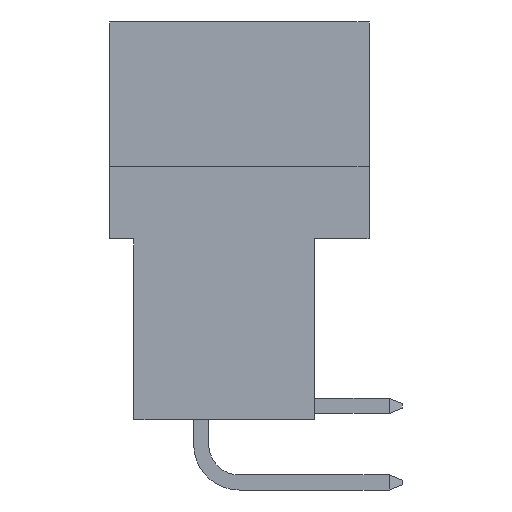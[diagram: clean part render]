
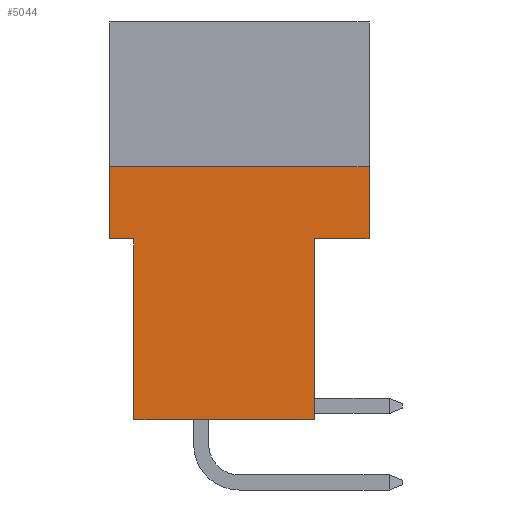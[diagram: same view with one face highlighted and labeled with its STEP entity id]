
A CAD part, left-side view. The second image highlights one B-rep face of the part: STEP entity #5044.
In plain terms, the highlighted planar face has unit normal (-1, 0, 0).
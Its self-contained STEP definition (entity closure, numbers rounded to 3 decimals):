
#60 = ORIENTED_EDGE ( 'NONE', *, *, #3932, .F. ) ;
#179 = DIRECTION ( 'NONE',  ( 0., -1., 0. ) ) ;
#483 = CARTESIAN_POINT ( 'NONE',  ( -47., -2.5, -7.2 ) ) ;
#839 = VECTOR ( 'NONE', #3477, 1000. ) ;
#840 = EDGE_CURVE ( 'NONE', #2982, #4749, #7148, .T. ) ;
#1035 = VECTOR ( 'NONE', #2684, 1000. ) ;
#1048 = VERTEX_POINT ( 'NONE', #6768 ) ;
#1060 = CARTESIAN_POINT ( 'NONE',  ( -47., 4.3, -7.2 ) ) ;
#1102 = LINE ( 'NONE', #8658, #8929 ) ;
#1245 = DIRECTION ( 'NONE',  ( 0., 1., 0. ) ) ;
#1823 = VECTOR ( 'NONE', #5269, 1000. ) ;
#2321 = DIRECTION ( 'NONE',  ( 0., 1., 0. ) ) ;
#2392 = CARTESIAN_POINT ( 'NONE',  ( -47., -2.5, -13.2 ) ) ;
#2446 = CARTESIAN_POINT ( 'NONE',  ( -47., -2.5, -7.2 ) ) ;
#2684 = DIRECTION ( 'NONE',  ( 0., -1., 0. ) ) ;
#2982 = VERTEX_POINT ( 'NONE', #8108 ) ;
#3359 = LINE ( 'NONE', #8934, #839 ) ;
#3477 = DIRECTION ( 'NONE',  ( 0., 0., -1. ) ) ;
#3589 = VERTEX_POINT ( 'NONE', #9021 ) ;
#3916 = LINE ( 'NONE', #7751, #11703 ) ;
#3932 = EDGE_CURVE ( 'NONE', #4749, #11719, #4171, .T. ) ;
#4171 = LINE ( 'NONE', #4418, #5486 ) ;
#4418 = CARTESIAN_POINT ( 'NONE',  ( -47., -2.5, -7.2 ) ) ;
#4589 = CARTESIAN_POINT ( 'NONE',  ( -47., 3.5, -7.2 ) ) ;
#4749 = VERTEX_POINT ( 'NONE', #483 ) ;
#4996 = ORIENTED_EDGE ( 'NONE', *, *, #11739, .F. ) ;
#5044 = ADVANCED_FACE ( 'NONE', ( #8463 ), #7472, .T. ) ;
#5122 = ORIENTED_EDGE ( 'NONE', *, *, #7656, .T. ) ;
#5269 = DIRECTION ( 'NONE',  ( 0., 0., 1. ) ) ;
#5324 = ORIENTED_EDGE ( 'NONE', *, *, #7343, .F. ) ;
#5486 = VECTOR ( 'NONE', #10973, 1000. ) ;
#5492 = AXIS2_PLACEMENT_3D ( 'NONE', #6667, #8520, #9520 ) ;
#5653 = VECTOR ( 'NONE', #8024, 1000. ) ;
#6039 = LINE ( 'NONE', #9998, #5653 ) ;
#6667 = CARTESIAN_POINT ( 'NONE',  ( -47., 4.3, -13.2 ) ) ;
#6768 = CARTESIAN_POINT ( 'NONE',  ( -47., -4.3, -4.8 ) ) ;
#6965 = ORIENTED_EDGE ( 'NONE', *, *, #840, .F. ) ;
#6987 = EDGE_LOOP ( 'NONE', ( #60, #6965, #5122, #5324, #4996, #8792, #7908, #7127 ) ) ;
#7127 = ORIENTED_EDGE ( 'NONE', *, *, #8477, .T. ) ;
#7148 = LINE ( 'NONE', #2446, #9863 ) ;
#7343 = EDGE_CURVE ( 'NONE', #3589, #1048, #12093, .T. ) ;
#7472 = PLANE ( 'NONE',  #5492 ) ;
#7582 = EDGE_CURVE ( 'NONE', #7796, #8079, #3359, .T. ) ;
#7656 = EDGE_CURVE ( 'NONE', #2982, #1048, #8241, .T. ) ;
#7751 = CARTESIAN_POINT ( 'NONE',  ( -47., 4.3, -7.2 ) ) ;
#7796 = VERTEX_POINT ( 'NONE', #4589 ) ;
#7902 = VERTEX_POINT ( 'NONE', #1060 ) ;
#7908 = ORIENTED_EDGE ( 'NONE', *, *, #7582, .T. ) ;
#8024 = DIRECTION ( 'NONE',  ( 0., 0., 1. ) ) ;
#8079 = VERTEX_POINT ( 'NONE', #11946 ) ;
#8108 = CARTESIAN_POINT ( 'NONE',  ( -47., -4.3, -7.2 ) ) ;
#8241 = LINE ( 'NONE', #12021, #1823 ) ;
#8463 = FACE_OUTER_BOUND ( 'NONE', #6987, .T. ) ;
#8477 = EDGE_CURVE ( 'NONE', #8079, #11719, #1102, .T. ) ;
#8520 = DIRECTION ( 'NONE',  ( -1., 0., 0. ) ) ;
#8658 = CARTESIAN_POINT ( 'NONE',  ( -47., 4.3, -13.2 ) ) ;
#8792 = ORIENTED_EDGE ( 'NONE', *, *, #9512, .F. ) ;
#8929 = VECTOR ( 'NONE', #179, 1000. ) ;
#8934 = CARTESIAN_POINT ( 'NONE',  ( -47., 3.5, -7.2 ) ) ;
#9021 = CARTESIAN_POINT ( 'NONE',  ( -47., 4.3, -4.8 ) ) ;
#9512 = EDGE_CURVE ( 'NONE', #7796, #7902, #3916, .T. ) ;
#9520 = DIRECTION ( 'NONE',  ( 0., 0., 1. ) ) ;
#9863 = VECTOR ( 'NONE', #2321, 1000. ) ;
#9998 = CARTESIAN_POINT ( 'NONE',  ( -47., 4.3, -13.2 ) ) ;
#10973 = DIRECTION ( 'NONE',  ( 0., 0., -1. ) ) ;
#11228 = CARTESIAN_POINT ( 'NONE',  ( -47., 4.3, -4.8 ) ) ;
#11703 = VECTOR ( 'NONE', #1245, 1000. ) ;
#11719 = VERTEX_POINT ( 'NONE', #2392 ) ;
#11739 = EDGE_CURVE ( 'NONE', #7902, #3589, #6039, .T. ) ;
#11946 = CARTESIAN_POINT ( 'NONE',  ( -47., 3.5, -13.2 ) ) ;
#12021 = CARTESIAN_POINT ( 'NONE',  ( -47., -4.3, -13.2 ) ) ;
#12093 = LINE ( 'NONE', #11228, #1035 ) ;
